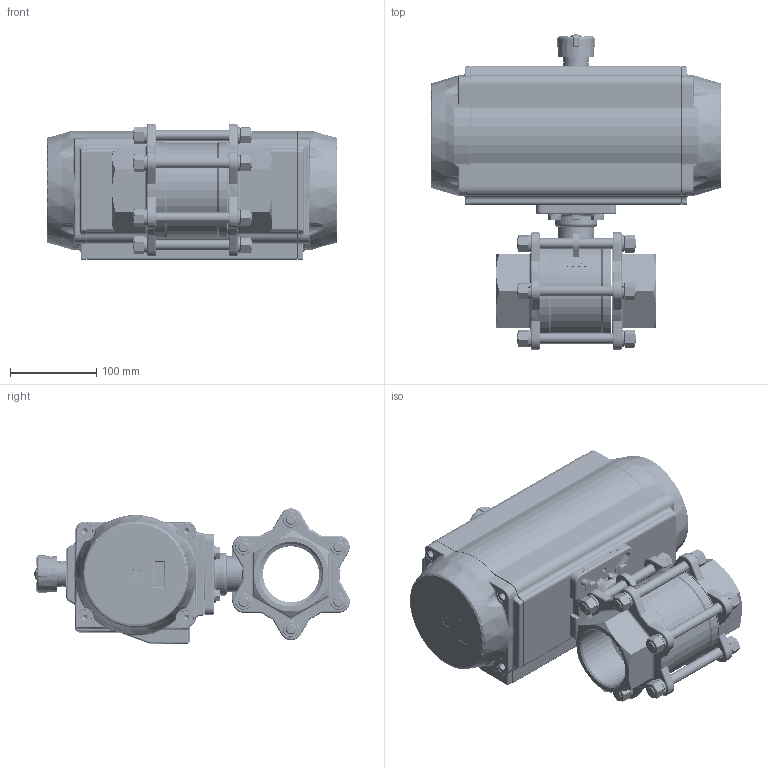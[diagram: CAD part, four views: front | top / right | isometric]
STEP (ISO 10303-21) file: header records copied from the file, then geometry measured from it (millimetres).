
FILE_DESCRIPTION(/* description */ ('Unknown'),/* implementation_level */ '2;1');
FILE_NAME(/* name */ 'PE07 9336-10',/* time_stamp */ '2025-01-20T13:36:22+01:00',/* author */ ('Unknown'),/* organization */ ('Unknown'),/* preprocessor_version */ 'ST-DEVELOPER v19.4',/* originating_system */ 'Solid Edge',/* authorisation */ 'Unknown');
FILE_SCHEMA (('AUTOMOTIVE_DESIGN {1 0 10303 214 3 1 1}'));
Length unit declared in the file: millimetre
Products named in the file (24): PE079336-10; 9336-10_oa_0; 概极; 概裝; 揤杶; 碟型垫圈; 概裝蹟譫; 滅侂え; spring lock washers--normal type gb_GB_FASTENER_WASHER_SW 12; hexagon nuts grade c gb_GB_FASTENER_NUT_SNC1 M12-N; 邧芛蹟翐; MV-33-G-DN65; PD08_PE07; VTE125埴詰; vt125-2016-06-25; vt125-2016-06-25   酘傷裔_MIR; VT125-03-01   活塞; VT125-3 粣; Optische Anzeige; ______; ________(___________; cup head nib bolts with large head gb_GB_FASTENER_BOLT_CHNBW M6X25-N; DIN126-M8; DIN 933 M8x22 A2-70 BLK_EDST
Assembly tree (62 placements, depth 4):
  PE079336-10
    9336-10_oa_0
      概极
      概裝
      揤杶
      碟型垫圈  x2
      概裝蹟譫
      滅侂え
      spring lock washers--normal type gb_GB_FASTENER_WASHER_SW 12  x12
      hexagon nuts grade c gb_GB_FASTENER_NUT_SNC1 M12-N  x12
      邧芛蹟翐  x6
      MV-33-G-DN65  x2
    PD08_PE07
      VTE125埴詰
      vt125-2016-06-25
      vt125-2016-06-25   酘傷裔_MIR
      VT125-03-01   活塞  x2
      VT125-3 粣
      Optische Anzeige
        ______
        ________(___________  x4
        cup head nib bolts with large head gb_GB_FASTENER_BOLT_CHNBW M6X25-N
    DIN126-M8  x4
    DIN 933 M8x22 A2-70 BLK_EDST  x4
Bounding box: 337 x 365.5 x 157.03 mm (x, y, z)
Volume: 4139757.9 mm3; surface area: 931580.9 mm2
Topology: 59 solids, 59 shells, 4295 faces, 10614 edges, 6520 vertices
Faces by surface type: plane 1243, cylinder 1239, bspline 805, torus 586, cone 369, sphere 53
Full cylindrical faces by diameter (mm): 3 x16, 3.3 x8, 4.134 x8, 4.66 x1, 4.917 x1, 6 x1, 6.2 x1, 6.647 x12, 7 x1, 8 x4, 8.376 x4, 9 x4, 10.106 x2, 11.445 x2, 13 x6, 16 x4, 17 x8, 17.5 x2, 25 x1, 26 x2, 26.4 x1, 28.2 x1, 30 x5, 38.5 x1, 40 x2, 41 x1, 47.4 x1, 49 x1, 53 x4, 112 x2
Entity records: 141183 total; most frequent: CARTESIAN_POINT 74855, ORIENTED_EDGE 14526, DIRECTION 11920, EDGE_CURVE 7263, AXIS2_PLACEMENT_3D 4686, VERTEX_POINT 4642, FACE_BOUND 3505, EDGE_LOOP 3483
